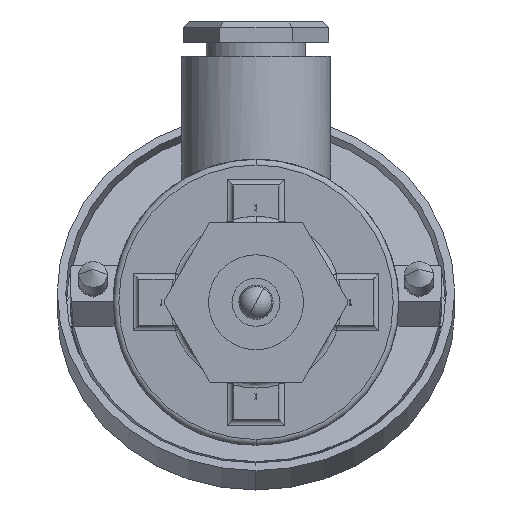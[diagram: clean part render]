
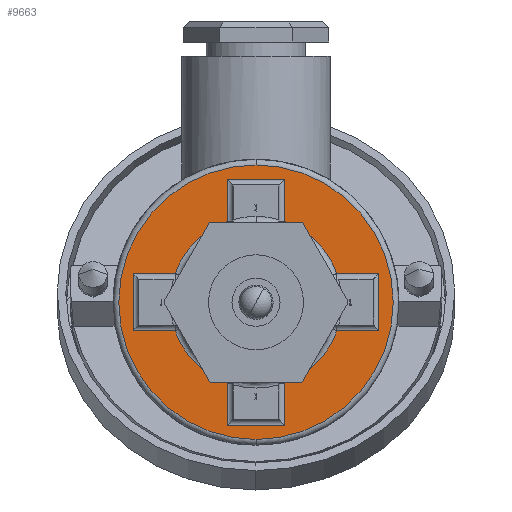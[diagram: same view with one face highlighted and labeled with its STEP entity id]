
A CAD part, front view. The second image highlights one B-rep face of the part: STEP entity #9663.
In plain terms, the highlighted planar face has unit normal (0, -1, 0).
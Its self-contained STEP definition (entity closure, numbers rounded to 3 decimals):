
#57 = FACE_OUTER_BOUND ( 'NONE', #11915, .T. ) ;
#88 = CARTESIAN_POINT ( 'NONE',  ( 0., 27.7, 0. ) ) ;
#188 = DIRECTION ( 'NONE',  ( 0., 0., 1. ) ) ;
#281 = CARTESIAN_POINT ( 'NONE',  ( 5., 27.7, 13.416 ) ) ;
#503 = CARTESIAN_POINT ( 'NONE',  ( -14.142, 27.7, -5. ) ) ;
#507 = VECTOR ( 'NONE', #5174, 1000. ) ;
#736 = CARTESIAN_POINT ( 'NONE',  ( -5., 27.7, 14.142 ) ) ;
#840 = VERTEX_POINT ( 'NONE', #2278 ) ;
#849 = ORIENTED_EDGE ( 'NONE', *, *, #11504, .T. ) ;
#979 = CARTESIAN_POINT ( 'NONE',  ( 5., 27.7, -21.5 ) ) ;
#1132 = LINE ( 'NONE', #10768, #4367 ) ;
#1150 = CARTESIAN_POINT ( 'NONE',  ( 0., 27.7, 0. ) ) ;
#1160 = EDGE_LOOP ( 'NONE', ( #10828, #7759, #12097, #4879, #9908, #7233, #2095, #7962, #8798, #849, #10336, #1966, #6870, #5764, #11863, #6486 ) ) ;
#1210 = DIRECTION ( 'NONE',  ( 0., 1., 0. ) ) ;
#1477 = DIRECTION ( 'NONE',  ( -1., 0., 0. ) ) ;
#1750 = DIRECTION ( 'NONE',  ( 0., 0., 1. ) ) ;
#1813 = EDGE_CURVE ( 'NONE', #4608, #2755, #4814, .T. ) ;
#1934 = VERTEX_POINT ( 'NONE', #4690 ) ;
#1966 = ORIENTED_EDGE ( 'NONE', *, *, #5728, .T. ) ;
#2000 = AXIS2_PLACEMENT_3D ( 'NONE', #6086, #1210, #7283 ) ;
#2012 = CIRCLE ( 'NONE', #11771, 24. ) ;
#2081 = EDGE_CURVE ( 'NONE', #840, #6422, #2165, .T. ) ;
#2095 = ORIENTED_EDGE ( 'NONE', *, *, #7698, .T. ) ;
#2103 = LINE ( 'NONE', #6030, #5896 ) ;
#2165 = LINE ( 'NONE', #8155, #5161 ) ;
#2208 = CIRCLE ( 'NONE', #2000, 15. ) ;
#2251 = CARTESIAN_POINT ( 'NONE',  ( -4., 27.7, -21.5 ) ) ;
#2278 = CARTESIAN_POINT ( 'NONE',  ( -5., 27.7, 21.5 ) ) ;
#2282 = CARTESIAN_POINT ( 'NONE',  ( 5., 27.7, 21.5 ) ) ;
#2316 = CARTESIAN_POINT ( 'NONE',  ( 0., 27.7, 24. ) ) ;
#2323 = VERTEX_POINT ( 'NONE', #4201 ) ;
#2346 = CARTESIAN_POINT ( 'NONE',  ( 5., 27.7, -14.142 ) ) ;
#2396 = LINE ( 'NONE', #5408, #8322 ) ;
#2669 = EDGE_CURVE ( 'NONE', #4948, #4680, #3557, .T. ) ;
#2701 = DIRECTION ( 'NONE',  ( 1., 0., 0. ) ) ;
#2719 = DIRECTION ( 'NONE',  ( -1., 0., 0. ) ) ;
#2732 = DIRECTION ( 'NONE',  ( 0., 0., 1. ) ) ;
#2755 = VERTEX_POINT ( 'NONE', #5027 ) ;
#2756 = EDGE_CURVE ( 'NONE', #1934, #2323, #3905, .T. ) ;
#3156 = CARTESIAN_POINT ( 'NONE',  ( -5., 27.7, -14.142 ) ) ;
#3180 = VERTEX_POINT ( 'NONE', #979 ) ;
#3299 = VECTOR ( 'NONE', #11754, 1000. ) ;
#3363 = EDGE_CURVE ( 'NONE', #3180, #11951, #10033, .T. ) ;
#3557 = LINE ( 'NONE', #12440, #5762 ) ;
#3792 = VECTOR ( 'NONE', #1477, 1000. ) ;
#3905 = CIRCLE ( 'NONE', #6954, 15. ) ;
#4201 = CARTESIAN_POINT ( 'NONE',  ( 14.142, 27.7, 5. ) ) ;
#4285 = CARTESIAN_POINT ( 'NONE',  ( 13.416, 27.7, -5. ) ) ;
#4367 = VECTOR ( 'NONE', #9052, 1000. ) ;
#4608 = VERTEX_POINT ( 'NONE', #9147 ) ;
#4666 = DIRECTION ( 'NONE',  ( 0., 1., 0. ) ) ;
#4680 = VERTEX_POINT ( 'NONE', #8424 ) ;
#4690 = CARTESIAN_POINT ( 'NONE',  ( 5., 27.7, 14.142 ) ) ;
#4814 = LINE ( 'NONE', #10423, #10238 ) ;
#4822 = ORIENTED_EDGE ( 'NONE', *, *, #4856, .T. ) ;
#4856 = EDGE_CURVE ( 'NONE', #12487, #11227, #8423, .T. ) ;
#4879 = ORIENTED_EDGE ( 'NONE', *, *, #11866, .T. ) ;
#4948 = VERTEX_POINT ( 'NONE', #503 ) ;
#5027 = CARTESIAN_POINT ( 'NONE',  ( -14.142, 27.7, 5. ) ) ;
#5054 = DIRECTION ( 'NONE',  ( 0., 0., 1. ) ) ;
#5161 = VECTOR ( 'NONE', #6087, 1000. ) ;
#5174 = DIRECTION ( 'NONE',  ( 0., 0., 1. ) ) ;
#5223 = EDGE_CURVE ( 'NONE', #11532, #11149, #11304, .T. ) ;
#5408 = CARTESIAN_POINT ( 'NONE',  ( 20.5, 27.7, 5. ) ) ;
#5503 = DIRECTION ( 'NONE',  ( 0., 0., 1. ) ) ;
#5612 = EDGE_CURVE ( 'NONE', #6429, #3180, #7673, .T. ) ;
#5728 = EDGE_CURVE ( 'NONE', #6422, #1934, #6858, .T. ) ;
#5762 = VECTOR ( 'NONE', #2719, 1000. ) ;
#5764 = ORIENTED_EDGE ( 'NONE', *, *, #7355, .T. ) ;
#5896 = VECTOR ( 'NONE', #188, 1000. ) ;
#5916 = VERTEX_POINT ( 'NONE', #736 ) ;
#5941 = CARTESIAN_POINT ( 'NONE',  ( -5., 27.7, -21.5 ) ) ;
#6030 = CARTESIAN_POINT ( 'NONE',  ( -21.5, 27.7, 4. ) ) ;
#6086 = CARTESIAN_POINT ( 'NONE',  ( 0., 27.7, 0. ) ) ;
#6087 = DIRECTION ( 'NONE',  ( 1., 0., 0. ) ) ;
#6131 = EDGE_CURVE ( 'NONE', #2755, #5916, #10027, .T. ) ;
#6156 = CARTESIAN_POINT ( 'NONE',  ( 14.142, 27.7, -5. ) ) ;
#6211 = CARTESIAN_POINT ( 'NONE',  ( 21.5, 27.7, 5. ) ) ;
#6313 = DIRECTION ( 'NONE',  ( 1., 0., 0. ) ) ;
#6422 = VERTEX_POINT ( 'NONE', #2282 ) ;
#6429 = VERTEX_POINT ( 'NONE', #2346 ) ;
#6486 = ORIENTED_EDGE ( 'NONE', *, *, #8688, .T. ) ;
#6488 = DIRECTION ( 'NONE',  ( 0., 0., 1. ) ) ;
#6858 = LINE ( 'NONE', #281, #3299 ) ;
#6870 = ORIENTED_EDGE ( 'NONE', *, *, #2756, .T. ) ;
#6893 = VERTEX_POINT ( 'NONE', #6156 ) ;
#6954 = AXIS2_PLACEMENT_3D ( 'NONE', #88, #9793, #6972 ) ;
#6972 = DIRECTION ( 'NONE',  ( 0., 0., 1. ) ) ;
#7018 = DIRECTION ( 'NONE',  ( -1., 0., 0. ) ) ;
#7233 = ORIENTED_EDGE ( 'NONE', *, *, #2669, .T. ) ;
#7283 = DIRECTION ( 'NONE',  ( 0., 0., 1. ) ) ;
#7355 = EDGE_CURVE ( 'NONE', #2323, #11532, #2396, .T. ) ;
#7463 = FACE_BOUND ( 'NONE', #1160, .T. ) ;
#7652 = ORIENTED_EDGE ( 'NONE', *, *, #10570, .T. ) ;
#7673 = LINE ( 'NONE', #10997, #7973 ) ;
#7698 = EDGE_CURVE ( 'NONE', #4680, #4608, #2103, .T. ) ;
#7759 = ORIENTED_EDGE ( 'NONE', *, *, #5612, .T. ) ;
#7962 = ORIENTED_EDGE ( 'NONE', *, *, #1813, .T. ) ;
#7973 = VECTOR ( 'NONE', #10937, 1000. ) ;
#8155 = CARTESIAN_POINT ( 'NONE',  ( 4., 27.7, 21.5 ) ) ;
#8322 = VECTOR ( 'NONE', #6313, 1000. ) ;
#8423 = CIRCLE ( 'NONE', #10064, 24. ) ;
#8424 = CARTESIAN_POINT ( 'NONE',  ( -21.5, 27.7, -5. ) ) ;
#8556 = VECTOR ( 'NONE', #7018, 1000. ) ;
#8596 = CARTESIAN_POINT ( 'NONE',  ( 0., 27.7, 0. ) ) ;
#8688 = EDGE_CURVE ( 'NONE', #11149, #6893, #10852, .T. ) ;
#8722 = DIRECTION ( 'NONE',  ( 0., 1., 0. ) ) ;
#8798 = ORIENTED_EDGE ( 'NONE', *, *, #6131, .T. ) ;
#9052 = DIRECTION ( 'NONE',  ( 0., 0., 1. ) ) ;
#9090 = EDGE_CURVE ( 'NONE', #11307, #4948, #11130, .T. ) ;
#9147 = CARTESIAN_POINT ( 'NONE',  ( -21.5, 27.7, 5. ) ) ;
#9616 = CARTESIAN_POINT ( 'NONE',  ( 0., 27.7, -24. ) ) ;
#9647 = CARTESIAN_POINT ( 'NONE',  ( 0., 27.7, 0. ) ) ;
#9663 = ADVANCED_FACE ( 'NONE', ( #7463, #57 ), #11648, .F. ) ;
#9793 = DIRECTION ( 'NONE',  ( 0., 1., 0. ) ) ;
#9908 = ORIENTED_EDGE ( 'NONE', *, *, #9090, .T. ) ;
#10027 = CIRCLE ( 'NONE', #12037, 15. ) ;
#10033 = LINE ( 'NONE', #2251, #3792 ) ;
#10064 = AXIS2_PLACEMENT_3D ( 'NONE', #1150, #10786, #5054 ) ;
#10152 = AXIS2_PLACEMENT_3D ( 'NONE', #10714, #11355, #6488 ) ;
#10238 = VECTOR ( 'NONE', #2701, 1000. ) ;
#10271 = CARTESIAN_POINT ( 'NONE',  ( 0., 27.7, 0. ) ) ;
#10304 = CARTESIAN_POINT ( 'NONE',  ( 21.5, 27.7, -4. ) ) ;
#10330 = AXIS2_PLACEMENT_3D ( 'NONE', #8596, #8722, #2732 ) ;
#10336 = ORIENTED_EDGE ( 'NONE', *, *, #2081, .T. ) ;
#10367 = EDGE_CURVE ( 'NONE', #6893, #6429, #2208, .T. ) ;
#10423 = CARTESIAN_POINT ( 'NONE',  ( -13.416, 27.7, 5. ) ) ;
#10480 = VECTOR ( 'NONE', #12129, 1000. ) ;
#10570 = EDGE_CURVE ( 'NONE', #11227, #12487, #2012, .T. ) ;
#10605 = DIRECTION ( 'NONE',  ( 0., -1., 0. ) ) ;
#10607 = CARTESIAN_POINT ( 'NONE',  ( -5., 27.7, 20.5 ) ) ;
#10624 = CARTESIAN_POINT ( 'NONE',  ( 21.5, 27.7, -5. ) ) ;
#10714 = CARTESIAN_POINT ( 'NONE',  ( 0., 27.7, 0. ) ) ;
#10768 = CARTESIAN_POINT ( 'NONE',  ( -5., 27.7, -13.416 ) ) ;
#10786 = DIRECTION ( 'NONE',  ( 0., -1., 0. ) ) ;
#10828 = ORIENTED_EDGE ( 'NONE', *, *, #10367, .T. ) ;
#10852 = LINE ( 'NONE', #4285, #8556 ) ;
#10937 = DIRECTION ( 'NONE',  ( 0., 0., -1. ) ) ;
#10997 = CARTESIAN_POINT ( 'NONE',  ( 5., 27.7, -20.5 ) ) ;
#11130 = CIRCLE ( 'NONE', #10330, 15. ) ;
#11149 = VERTEX_POINT ( 'NONE', #10624 ) ;
#11227 = VERTEX_POINT ( 'NONE', #2316 ) ;
#11304 = LINE ( 'NONE', #10304, #10480 ) ;
#11307 = VERTEX_POINT ( 'NONE', #3156 ) ;
#11355 = DIRECTION ( 'NONE',  ( 0., 1., 0. ) ) ;
#11504 = EDGE_CURVE ( 'NONE', #5916, #840, #11599, .T. ) ;
#11532 = VERTEX_POINT ( 'NONE', #6211 ) ;
#11599 = LINE ( 'NONE', #10607, #507 ) ;
#11648 = PLANE ( 'NONE',  #10152 ) ;
#11754 = DIRECTION ( 'NONE',  ( 0., 0., -1. ) ) ;
#11771 = AXIS2_PLACEMENT_3D ( 'NONE', #9647, #10605, #1750 ) ;
#11863 = ORIENTED_EDGE ( 'NONE', *, *, #5223, .T. ) ;
#11866 = EDGE_CURVE ( 'NONE', #11951, #11307, #1132, .T. ) ;
#11915 = EDGE_LOOP ( 'NONE', ( #7652, #4822 ) ) ;
#11951 = VERTEX_POINT ( 'NONE', #5941 ) ;
#12037 = AXIS2_PLACEMENT_3D ( 'NONE', #10271, #4666, #5503 ) ;
#12097 = ORIENTED_EDGE ( 'NONE', *, *, #3363, .T. ) ;
#12129 = DIRECTION ( 'NONE',  ( 0., 0., -1. ) ) ;
#12440 = CARTESIAN_POINT ( 'NONE',  ( -20.5, 27.7, -5. ) ) ;
#12487 = VERTEX_POINT ( 'NONE', #9616 ) ;
